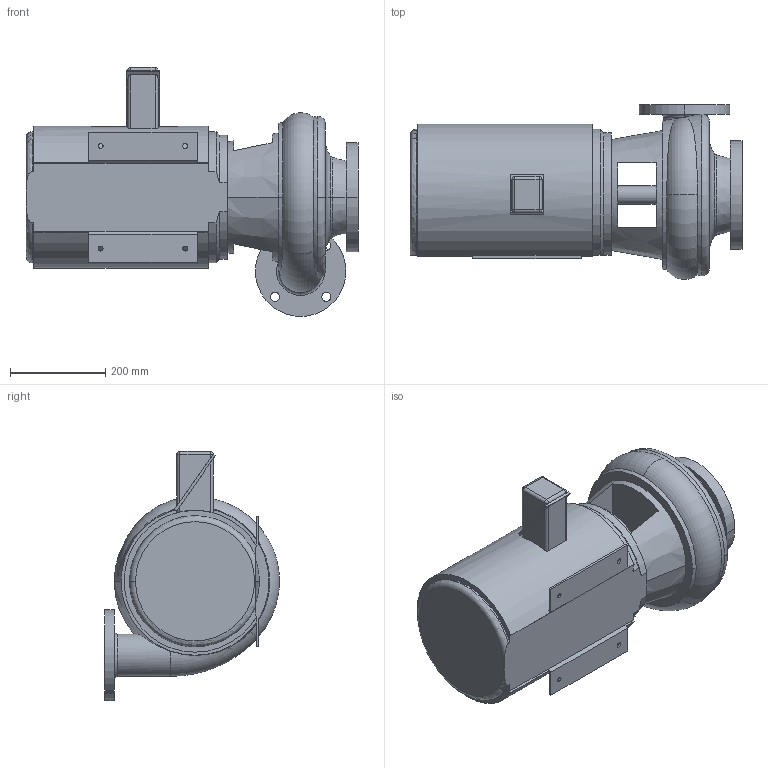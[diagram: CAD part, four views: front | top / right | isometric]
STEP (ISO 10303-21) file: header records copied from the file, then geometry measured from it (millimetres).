
FILE_DESCRIPTION((''),'2;1');
FILE_NAME('001_E1531_N_FLANGE_ASM','2024-12-09T21:43:25',('Administrator'),(''),'CREO PARAMETRIC BY PTC INC, 2020414','CREO PARAMETRIC BY PTC INC, 2020414','');
FILE_SCHEMA(('AUTOMOTIVE_DESIGN { 1 0 10303 214 1 1 1 1 }'));
Length unit declared in the file: inch
Products named in the file (5): 3BD_NO_FOOT; BG-E1531-300BD-215-SS-A; BG-E1531-300BD-215-SS-M; BG-E1531-300BD-215-SS_ASM; 001_E1531_N_FLANGE_ASM
Assembly tree (4 placements, depth 3):
  001_E1531_N_FLANGE_ASM
    BG-E1531-300BD-215-SS_ASM
      3BD_NO_FOOT
      BG-E1531-300BD-215-SS-A
      BG-E1531-300BD-215-SS-M
Bounding box: 698.5 x 368.17 x 524 mm (x, y, z)
Volume: 41739062.1 mm3; surface area: 1371818.9 mm2
Topology: 3 solids, 3 shells, 133 faces, 384 edges, 302 vertices
Faces by surface type: cylinder 62, plane 47, torus 13, cone 7, sphere 4
Entity records: 6723 total; most frequent: CARTESIAN_POINT 1037, DIRECTION 833, ORIENTED_EDGE 690, PRESENTATION_STYLE_ASSIGNMENT 430, STYLED_ITEM 393, CURVE_STYLE 390, EDGE_CURVE 345, AXIS2_PLACEMENT_3D 320
